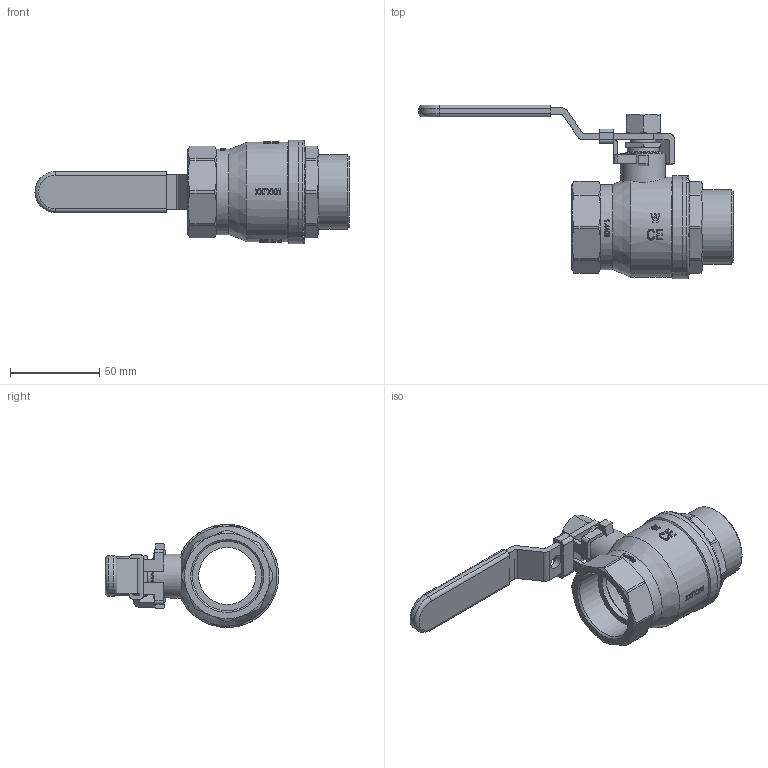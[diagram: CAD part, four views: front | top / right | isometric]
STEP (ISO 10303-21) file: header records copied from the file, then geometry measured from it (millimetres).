
FILE_DESCRIPTION(/* description */ ('Unknown','CAx-IF Rec.Pracs.---Representation and Presentation of Product Manufacturing Information (PMI)---4.0---2014-10-13','CAx-IF Rec.Pracs.---3D Tessellated Geometry---0.4---2014-09-14','2;1'),/* implementation_level */ '2;1');
FILE_NAME(/* name */ '9361-07',/* time_stamp */ '2024-02-19T10:40:48+01:00',/* author */ ('Unknown'),/* organization */ ('Unknown'),/* preprocessor_version */ 'ST-DEVELOPER v18.102',/* originating_system */ 'Solid Edge',/* authorisation */ 'Unknown');
FILE_SCHEMA (('AP242_MANAGED_MODEL_BASED_3D_ENGINEERING_MIM_LF { 1 0 10303 442 1 1 4 }'));
Length unit declared in the file: millimetre
Products named in the file (13): 9361-07; Assem1_oa_0; Einschraubteil-1-1_4.1; Kvrper__1-1_4; Stopfbuchse__1-1_4_-_2; Spindel-Zusammanbau__1-1_4; Spindeldichtung.2__1-1_4_-_2; Spindel__1-1_4; 600-1_1_4-Mutter-st.g.; Edelstahlgriff__1-1_4-1-1_2; Schloss_1_1_4-1_1_2; Ummantelung_1_1_4-1_1_2; Griff 1_1_4 -1_1_2
Assembly tree (12 placements, depth 4):
  9361-07
    Assem1_oa_0
      Einschraubteil-1-1_4.1
      Kvrper__1-1_4
      Stopfbuchse__1-1_4_-_2
      Spindel-Zusammanbau__1-1_4
        Spindeldichtung.2__1-1_4_-_2
        Spindel__1-1_4
    600-1_1_4-Mutter-st.g.
    Edelstahlgriff__1-1_4-1-1_2
      Schloss_1_1_4-1_1_2
      Ummantelung_1_1_4-1_1_2
      Griff 1_1_4 -1_1_2
Bounding box: 176.5 x 97.5 x 58 mm (x, y, z)
Volume: 93286.9 mm3; surface area: 60366.7 mm2
Topology: 9 solids, 9 shells, 1014 faces, 2802 edges, 1858 vertices
Faces by surface type: plane 844, cylinder 108, cone 58, torus 3, sphere 1
Full cylindrical faces by diameter (mm): 8 x1, 10.2 x1, 14 x2, 14.2 x1, 14.5 x1, 18 x2, 18.38 x1, 18.5 x1, 19 x1, 20 x1, 25 x1, 32 x2, 38.952 x1, 41.91 x1, 43 x2, 48 x1, 50.5 x1, 52 x1, 55.2 x1, 56 x1, 58 x2
Entity records: 34219 total; most frequent: CARTESIAN_POINT 7181, DIRECTION 6008, ORIENTED_EDGE 5470, EDGE_CURVE 2735, AXIS2_PLACEMENT_3D 2351, VERTEX_POINT 1838, LINE 1306, VECTOR 1306
